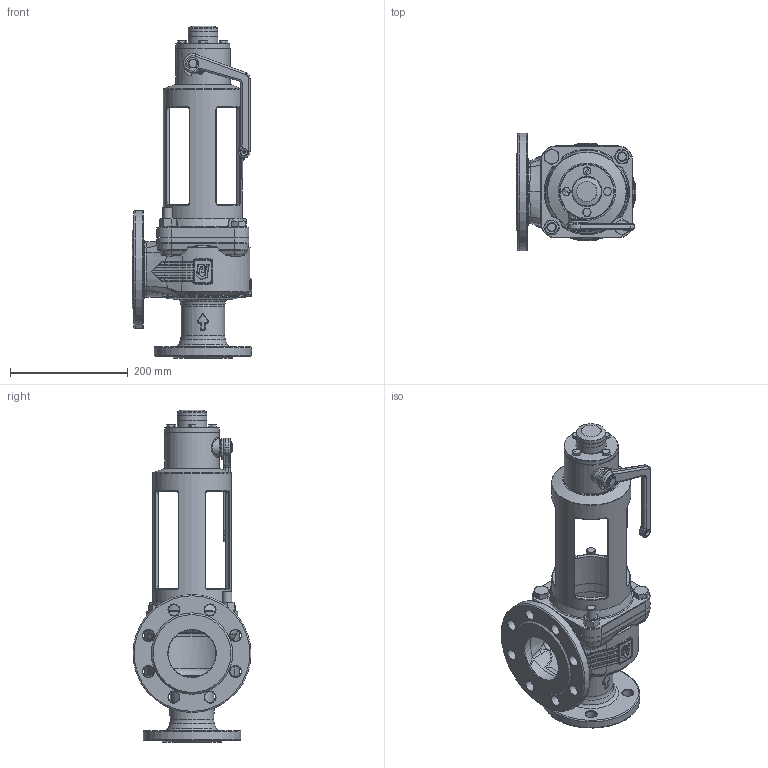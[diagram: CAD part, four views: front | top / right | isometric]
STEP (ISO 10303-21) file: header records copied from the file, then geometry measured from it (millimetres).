
FILE_DESCRIPTION(('HOOPS Exchange Step'),'2;1');
FILE_NAME('SF0611_DN50_50-80.stp','2025-06-27T13:29:41+02:00',('nieru'),('Unknown organisation'),'HOOPS Exchange 2024.2','HOOPS Exchange','Unknown authorisation');
FILE_SCHEMA( ('AP203_CONFIGURATION_CONTROLLED_3D_DESIGN_OF_MECHANICAL_PARTS_AND_ASSEMBLIES_MIM_LF') );
Length unit declared in the file: millimetre
Products named in the file (2): 0; root
Assembly tree (1 placements, depth 2):
  root
    0
Bounding box: 203.1 x 200 x 563 mm (x, y, z)
Volume: 3039515.2 mm3; surface area: 580220.3 mm2
Topology: 20 solids, 20 shells, 1644 faces, 4045 edges, 2442 vertices
Faces by surface type: bspline 617, cylinder 378, plane 330, torus 195, cone 117, sphere 7
Full cylindrical faces by diameter (mm): 2 x2, 3 x1, 4.9 x1, 5 x1, 6 x1, 10 x2, 11.6 x4, 12.2 x1, 13.2 x2, 13.835 x2, 15.2 x1, 16 x4, 19 x12, 21.5 x1, 22 x1, 22.49 x2, 25 x1, 42.3 x1, 47.8 x1, 50 x3, 52.772 x1, 53 x1, 72.267 x1, 74 x1, 92 x2, 120 x2, 134 x1, 145 x1, 165 x1, 200 x1
Entity records: 119422 total; most frequent: CARTESIAN_POINT 85268, ORIENTED_EDGE 7974, DIRECTION 5711, EDGE_CURVE 3987, VERTEX_POINT 2442, AXIS2_PLACEMENT_3D 2346, EDGE_LOOP 1759, FACE_BOUND 1759
